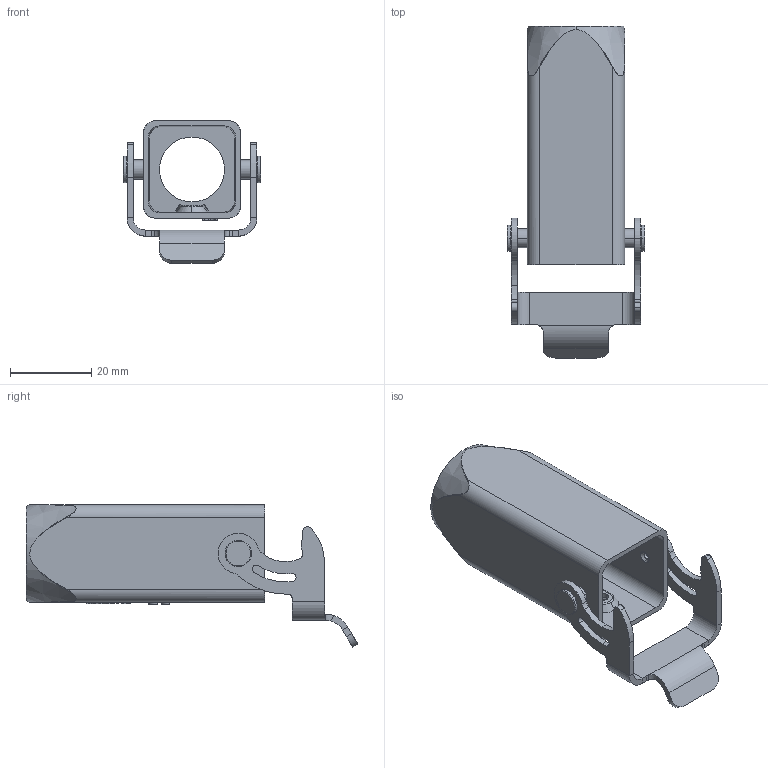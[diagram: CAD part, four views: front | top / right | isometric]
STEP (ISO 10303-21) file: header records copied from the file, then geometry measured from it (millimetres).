
FILE_DESCRIPTION((''),'2;1');
FILE_NAME('H3A-CCT-1L_W-M20_V1_0','2024-01-17T',('11539'),(''),'PRO/ENGINEER BY PARAMETRIC TECHNOLOGY CORPORATION, 2012480','PRO/ENGINEER BY PARAMETRIC TECHNOLOGY CORPORATION, 2012480','');
FILE_SCHEMA(('CONFIG_CONTROL_DESIGN'));
Length unit declared in the file: millimetre
Products named in the file (1): H3A-CCT-1L_W-M20_V1_0
Bounding box: 34 x 81.77 x 35.11 mm (x, y, z)
Volume: 11740.6 mm3; surface area: 12771.7 mm2
Topology: 1 solids, 1 shells, 249 faces, 653 edges, 420 vertices
Faces by surface type: plane 106, cylinder 96, bspline 20, cone 18, torus 9
Entity records: 9308 total; most frequent: CARTESIAN_POINT 3190, ORIENTED_EDGE 1298, DIRECTION 1229, EDGE_CURVE 649, AXIS2_PLACEMENT_3D 438, VERTEX_POINT 420, VECTOR 353, LINE 353
